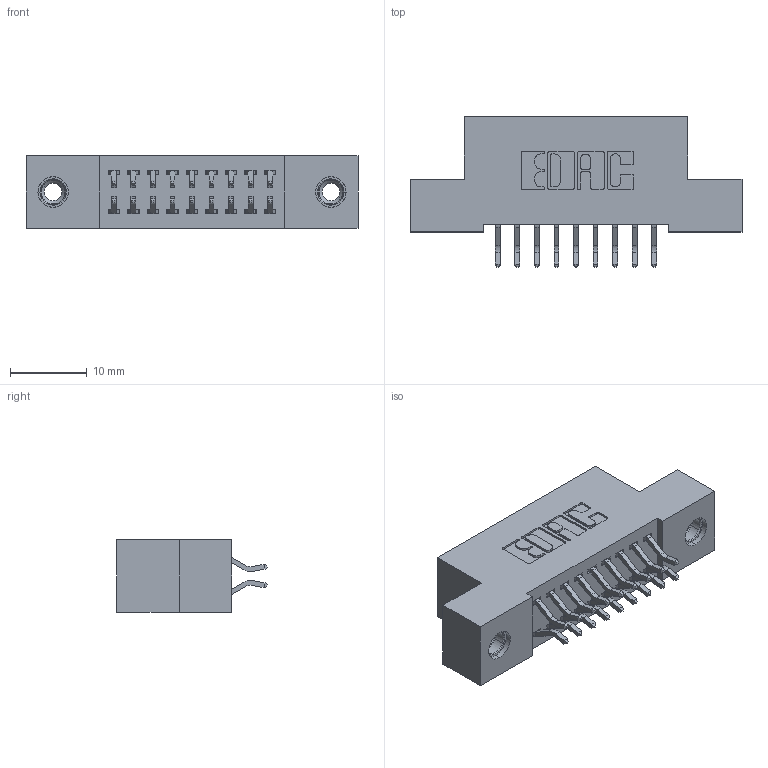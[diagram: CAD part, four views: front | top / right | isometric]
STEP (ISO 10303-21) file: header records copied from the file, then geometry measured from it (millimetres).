
FILE_DESCRIPTION (( 'STEP AP203' ), '1' );
FILE_NAME ('342-018-556-208.STEP', '2018-08-10T21:46:28', ( '' ), ( '' ), 'SwSTEP 2.0', 'SolidWorks 2016', '' );
FILE_SCHEMA (( 'CONFIG_CONTROL_DESIGN' ));
Length unit declared in the file: inch
Products named in the file (4): 342-018-556-208; 342 Part_TI; 345-292-001_556 Tail; 345-250-001_345-250-003-102
Assembly tree (21 placements, depth 2):
  342-018-556-208
    342 Part_TI
    345-292-001_556 Tail  x18
    345-250-001_345-250-003-102  x2
Bounding box: 43.18 x 19.58 x 9.4 mm (x, y, z)
Volume: 3717.4 mm3; surface area: 5230.6 mm2
Topology: 21 solids, 21 shells, 1214 faces, 3549 edges, 2334 vertices
Faces by surface type: plane 818, cylinder 380, cone 12, torus 4
Entity records: 11332 total; most frequent: CARTESIAN_POINT 1913, ORIENTED_EDGE 1830, DIRECTION 1713, EDGE_CURVE 915, VECTOR 759, LINE 759, VERTEX_POINT 604, AXIS2_PLACEMENT_3D 477
